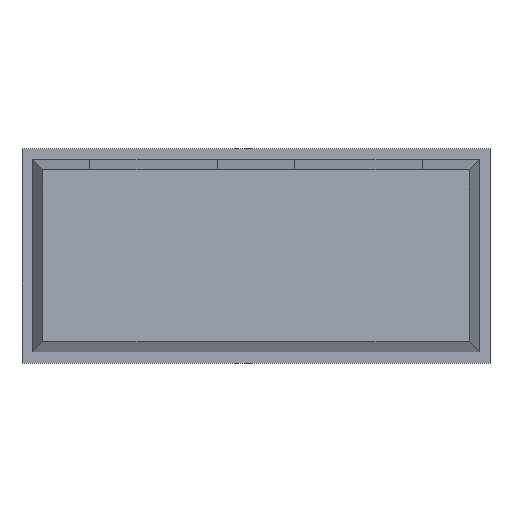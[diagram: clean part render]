
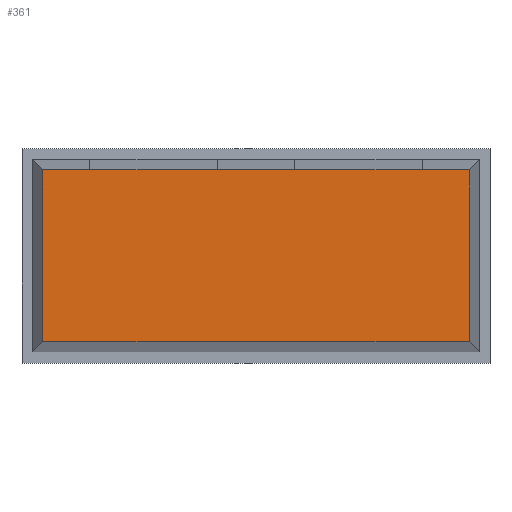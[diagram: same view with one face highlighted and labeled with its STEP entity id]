
A CAD part, top view. The second image highlights one B-rep face of the part: STEP entity #361.
In plain terms, the highlighted planar face has unit normal (0, 0, 1).
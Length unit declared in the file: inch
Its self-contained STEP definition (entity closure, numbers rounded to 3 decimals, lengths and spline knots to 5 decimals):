
#361=ADVANCED_FACE('',(#763),#764,.T.);
#763=FACE_OUTER_BOUND('',#1324,.T.);
#764=PLANE('',#1325);
#1324=EDGE_LOOP('',(#2083,#2084,#2085,#2086,#2087,#2088,#2089,#2090,#2091,#2092,#2093,#2094));
#1325=AXIS2_PLACEMENT_3D('',#2095,#2096,#2097);
#2083=ORIENTED_EDGE('',*,*,#2824,.T.);
#2084=ORIENTED_EDGE('',*,*,#2825,.T.);
#2085=ORIENTED_EDGE('',*,*,#2826,.F.);
#2086=ORIENTED_EDGE('',*,*,#2827,.T.);
#2087=ORIENTED_EDGE('',*,*,#2828,.T.);
#2088=ORIENTED_EDGE('',*,*,#2829,.T.);
#2089=ORIENTED_EDGE('',*,*,#2830,.T.);
#2090=ORIENTED_EDGE('',*,*,#2714,.T.);
#2091=ORIENTED_EDGE('',*,*,#2636,.F.);
#2092=ORIENTED_EDGE('',*,*,#2645,.T.);
#2093=ORIENTED_EDGE('',*,*,#2831,.T.);
#2094=ORIENTED_EDGE('',*,*,#2708,.T.);
#2095=CARTESIAN_POINT('',(0.46831,0.,0.35236));
#2096=DIRECTION('',(0.0,0.,1.0));
#2097=DIRECTION('',(0.0,1.0,0.));
#2636=EDGE_CURVE('',#2988,#2983,#2990,.T.);
#2645=EDGE_CURVE('',#2988,#3003,#3005,.T.);
#2708=EDGE_CURVE('',#3118,#3116,#3119,.T.);
#2714=EDGE_CURVE('',#3124,#2983,#3128,.T.);
#2824=EDGE_CURVE('',#3116,#3300,#3301,.T.);
#2825=EDGE_CURVE('',#3300,#3302,#3303,.T.);
#2826=EDGE_CURVE('',#3304,#3302,#3305,.T.);
#2827=EDGE_CURVE('',#3304,#3306,#3307,.T.);
#2828=EDGE_CURVE('',#3306,#3308,#3309,.T.);
#2829=EDGE_CURVE('',#3308,#3310,#3311,.T.);
#2830=EDGE_CURVE('',#3310,#3124,#3312,.T.);
#2831=EDGE_CURVE('',#3003,#3118,#3313,.T.);
#2983=VERTEX_POINT('',#3505);
#2988=VERTEX_POINT('',#3512);
#2990=LINE('',#3519,#3520);
#3003=VERTEX_POINT('',#3538);
#3005=LINE('',#3545,#3546);
#3116=VERTEX_POINT('',#3701);
#3118=VERTEX_POINT('',#3708);
#3119=LINE('',#3709,#3710);
#3124=VERTEX_POINT('',#3721);
#3128=LINE('',#3731,#3732);
#3300=VERTEX_POINT('',#3972);
#3301=LINE('',#3973,#3974);
#3302=VERTEX_POINT('',#3975);
#3303=LINE('',#3976,#3977);
#3304=VERTEX_POINT('',#3978);
#3305=LINE('',#3979,#3980);
#3306=VERTEX_POINT('',#3981);
#3307=LINE('',#3982,#3983);
#3308=VERTEX_POINT('',#3984);
#3309=LINE('',#3985,#3986);
#3310=VERTEX_POINT('',#3987);
#3311=LINE('',#3988,#3989);
#3312=LINE('',#3990,#3991);
#3313=LINE('',#3992,#3993);
#3505=CARTESIAN_POINT('',(0.10906,-0.24213,0.35236));
#3512=CARTESIAN_POINT('',(0.46831,-0.24213,0.35236));
#3519=CARTESIAN_POINT('',(0.46831,-0.24213,0.35236));
#3520=VECTOR('',#4282,1.0);
#3538=CARTESIAN_POINT('',(0.60138,-0.24213,0.35236));
#3545=CARTESIAN_POINT('',(0.11713,-0.24213,0.35236));
#3546=VECTOR('',#4288,1.0);
#3701=CARTESIAN_POINT('',(0.46831,0.24213,0.35236));
#3708=CARTESIAN_POINT('',(0.60138,0.24213,0.35236));
#3709=CARTESIAN_POINT('',(0.60138,0.24213,0.35236));
#3710=VECTOR('',#4351,1.0);
#3721=CARTESIAN_POINT('',(-0.10906,-0.24213,0.35236));
#3731=CARTESIAN_POINT('',(-0.24213,-0.24213,0.35236));
#3732=VECTOR('',#4354,1.0);
#3972=CARTESIAN_POINT('',(0.10906,0.24213,0.35236));
#3973=CARTESIAN_POINT('',(0.46831,0.24213,0.35236));
#3974=VECTOR('',#4474,1.0);
#3975=CARTESIAN_POINT('',(-0.10906,0.24213,0.35236));
#3976=CARTESIAN_POINT('',(0.24213,0.24213,0.35236));
#3977=VECTOR('',#4475,1.0);
#3978=CARTESIAN_POINT('',(-0.46831,0.24213,0.35236));
#3979=CARTESIAN_POINT('',(-0.46831,0.24213,0.35236));
#3980=VECTOR('',#4476,1.0);
#3981=CARTESIAN_POINT('',(-0.60138,0.24213,0.35236));
#3982=CARTESIAN_POINT('',(-0.11713,0.24213,0.35236));
#3983=VECTOR('',#4477,1.0);
#3984=CARTESIAN_POINT('',(-0.60138,-0.24213,0.35236));
#3985=CARTESIAN_POINT('',(-0.60138,0.24213,0.35236));
#3986=VECTOR('',#4478,1.0);
#3987=CARTESIAN_POINT('',(-0.46831,-0.24213,0.35236));
#3988=CARTESIAN_POINT('',(-0.60138,-0.24213,0.35236));
#3989=VECTOR('',#4479,1.0);
#3990=CARTESIAN_POINT('',(-0.46831,-0.24213,0.35236));
#3991=VECTOR('',#4480,1.0);
#3992=CARTESIAN_POINT('',(0.60138,-0.24213,0.35236));
#3993=VECTOR('',#4481,1.0);
#4282=DIRECTION('',(-1.0,0.0,0.0));
#4288=DIRECTION('',(1.0,0.0,0.0));
#4351=DIRECTION('',(-1.0,0.0,0.0));
#4354=DIRECTION('',(1.0,0.0,0.0));
#4474=DIRECTION('',(-1.0,0.0,0.0));
#4475=DIRECTION('',(-1.0,0.0,0.0));
#4476=DIRECTION('',(1.0,0.0,0.0));
#4477=DIRECTION('',(-1.0,0.0,0.0));
#4478=DIRECTION('',(0.0,-1.0,0.0));
#4479=DIRECTION('',(1.0,0.0,0.0));
#4480=DIRECTION('',(1.0,0.0,0.0));
#4481=DIRECTION('',(0.0,1.0,0.0));
